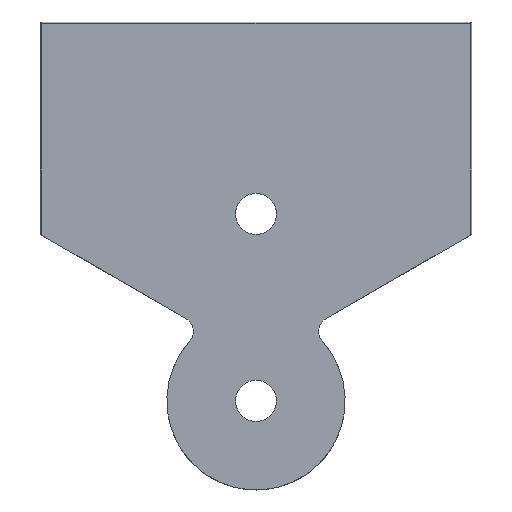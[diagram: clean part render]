
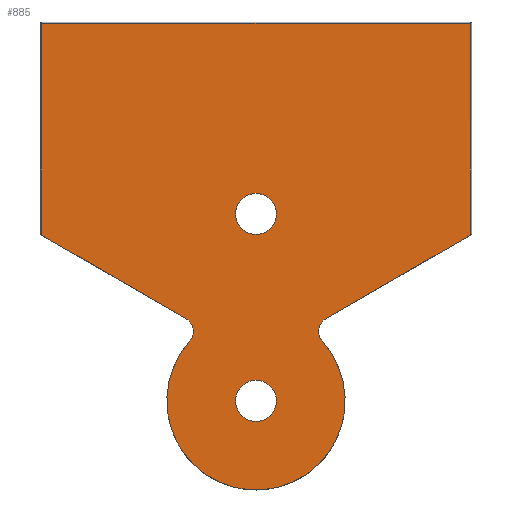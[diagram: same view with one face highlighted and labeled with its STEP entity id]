
A CAD part, front view. The second image highlights one B-rep face of the part: STEP entity #885.
In plain terms, the highlighted planar face has unit normal (0, -1, 0).
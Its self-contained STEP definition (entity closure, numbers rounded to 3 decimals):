
#64=DIRECTION('',(0.866,0.,0.5));
#65=VECTOR('',#64,23.129);
#66=CARTESIAN_POINT('',(9.77,0.,-41.228));
#67=LINE('',#66,#65);
#71=CARTESIAN_POINT('',(10.82,0.,-43.047));
#72=DIRECTION('',(0.,1.,0.));
#73=DIRECTION('',(-0.746,0.,-0.666));
#74=AXIS2_PLACEMENT_3D('',#71,#72,#73);
#79=CARTESIAN_POINT('',(0.,0.,-52.7));
#80=DIRECTION('',(0.,-1.,0.));
#81=DIRECTION('',(-0.746,0.,0.666));
#82=AXIS2_PLACEMENT_3D('',#79,#80,#81);
#87=CARTESIAN_POINT('',(-10.82,0.,-43.047));
#88=DIRECTION('',(0.,1.,0.));
#89=DIRECTION('',(0.5,0.,0.866));
#90=AXIS2_PLACEMENT_3D('',#87,#88,#89);
#95=DIRECTION('',(0.866,0.,-0.5));
#96=VECTOR('',#95,23.129);
#97=CARTESIAN_POINT('',(-29.8,0.,-29.664));
#98=LINE('',#97,#96);
#102=CARTESIAN_POINT('',(0.,0.,-52.7));
#103=DIRECTION('',(0.,1.,0.));
#104=DIRECTION('',(0.,0.,-1.));
#105=AXIS2_PLACEMENT_3D('',#102,#103,#104);
#110=CARTESIAN_POINT('',(0.,0.,-52.7));
#111=DIRECTION('',(0.,1.,0.));
#112=DIRECTION('',(0.,0.,1.));
#113=AXIS2_PLACEMENT_3D('',#110,#111,#112);
#118=CARTESIAN_POINT('',(0.,0.,-26.7));
#119=DIRECTION('',(0.,1.,0.));
#120=DIRECTION('',(0.,0.,-1.));
#121=AXIS2_PLACEMENT_3D('',#118,#119,#120);
#126=CARTESIAN_POINT('',(0.,0.,-26.7));
#127=DIRECTION('',(0.,1.,0.));
#128=DIRECTION('',(0.,0.,1.));
#129=AXIS2_PLACEMENT_3D('',#126,#127,#128);
#636=DIRECTION('',(1.,0.,0.));
#637=VECTOR('',#636,59.6);
#638=CARTESIAN_POINT('',(-29.8,0.,-0.2));
#639=LINE('',#638,#637);
#647=CARTESIAN_POINT('',(-29.8,0.,-29.664));
#659=DIRECTION('',(0.,0.,1.));
#660=VECTOR('',#659,29.464);
#661=CARTESIAN_POINT('',(-29.8,0.,-29.664));
#662=LINE('',#661,#660);
#675=DIRECTION('',(0.,0.,-1.));
#676=VECTOR('',#675,29.464);
#677=CARTESIAN_POINT('',(29.8,0.,-0.2));
#678=LINE('',#677,#676);
#689=CARTESIAN_POINT('',(29.8,0.,-0.2));
#702=VERTEX_POINT('',#689);
#717=CARTESIAN_POINT('',(29.8,0.,-29.664));
#718=VERTEX_POINT('',#717);
#732=CARTESIAN_POINT('',(9.77,0.,-41.228));
#734=VERTEX_POINT('',#732);
#743=VERTEX_POINT('',#647);
#764=CARTESIAN_POINT('',(-9.253,0.,-44.445));
#765=VERTEX_POINT('',#764);
#778=CARTESIAN_POINT('',(9.253,0.,-44.445));
#779=VERTEX_POINT('',#778);
#782=CARTESIAN_POINT('',(-9.77,0.,-41.228));
#783=VERTEX_POINT('',#782);
#790=CARTESIAN_POINT('',(-29.8,0.,-0.2));
#791=VERTEX_POINT('',#790);
#794=CARTESIAN_POINT('',(0.,0.,-49.85));
#796=VERTEX_POINT('',#794);
#798=CARTESIAN_POINT('',(0.,0.,-55.55));
#800=VERTEX_POINT('',#798);
#802=CARTESIAN_POINT('',(0.,0.,-23.85));
#804=VERTEX_POINT('',#802);
#806=CARTESIAN_POINT('',(0.,0.,-29.55));
#808=VERTEX_POINT('',#806);
#851=CARTESIAN_POINT('',(30.,0.,-100.));
#852=DIRECTION('',(0.,-1.,0.));
#853=DIRECTION('',(0.,0.,-1.));
#854=AXIS2_PLACEMENT_3D('',#851,#852,#853);
#855=PLANE('',#854);
#857=ORIENTED_EDGE('',*,*,#856,.F.);
#859=ORIENTED_EDGE('',*,*,#858,.F.);
#861=ORIENTED_EDGE('',*,*,#860,.F.);
#863=ORIENTED_EDGE('',*,*,#862,.F.);
#864=ORIENTED_EDGE('',*,*,#831,.F.);
#866=ORIENTED_EDGE('',*,*,#865,.T.);
#868=ORIENTED_EDGE('',*,*,#867,.T.);
#870=ORIENTED_EDGE('',*,*,#869,.T.);
#871=EDGE_LOOP('',(#857,#859,#861,#863,#864,#866,#868,#870));
#872=FACE_OUTER_BOUND('',#871,.F.);
#874=ORIENTED_EDGE('',*,*,#873,.F.);
#876=ORIENTED_EDGE('',*,*,#875,.F.);
#877=EDGE_LOOP('',(#874,#876));
#878=FACE_BOUND('',#877,.F.);
#880=ORIENTED_EDGE('',*,*,#879,.F.);
#882=ORIENTED_EDGE('',*,*,#881,.F.);
#883=EDGE_LOOP('',(#880,#882));
#884=FACE_BOUND('',#883,.F.);
#885=ADVANCED_FACE('',(#872,#878,#884),#855,.T.);
#75=CIRCLE('',#74,2.1);
#83=CIRCLE('',#82,12.4);
#91=CIRCLE('',#90,2.1);
#106=CIRCLE('',#105,2.85);
#114=CIRCLE('',#113,2.85);
#122=CIRCLE('',#121,2.85);
#130=CIRCLE('',#129,2.85);
#831=EDGE_CURVE('',#743,#783,#98,.T.);
#856=EDGE_CURVE('',#734,#718,#67,.T.);
#858=EDGE_CURVE('',#779,#734,#75,.T.);
#860=EDGE_CURVE('',#765,#779,#83,.T.);
#862=EDGE_CURVE('',#783,#765,#91,.T.);
#865=EDGE_CURVE('',#743,#791,#662,.T.);
#867=EDGE_CURVE('',#791,#702,#639,.T.);
#869=EDGE_CURVE('',#702,#718,#678,.T.);
#873=EDGE_CURVE('',#800,#796,#106,.T.);
#875=EDGE_CURVE('',#796,#800,#114,.T.);
#879=EDGE_CURVE('',#808,#804,#122,.T.);
#881=EDGE_CURVE('',#804,#808,#130,.T.);
